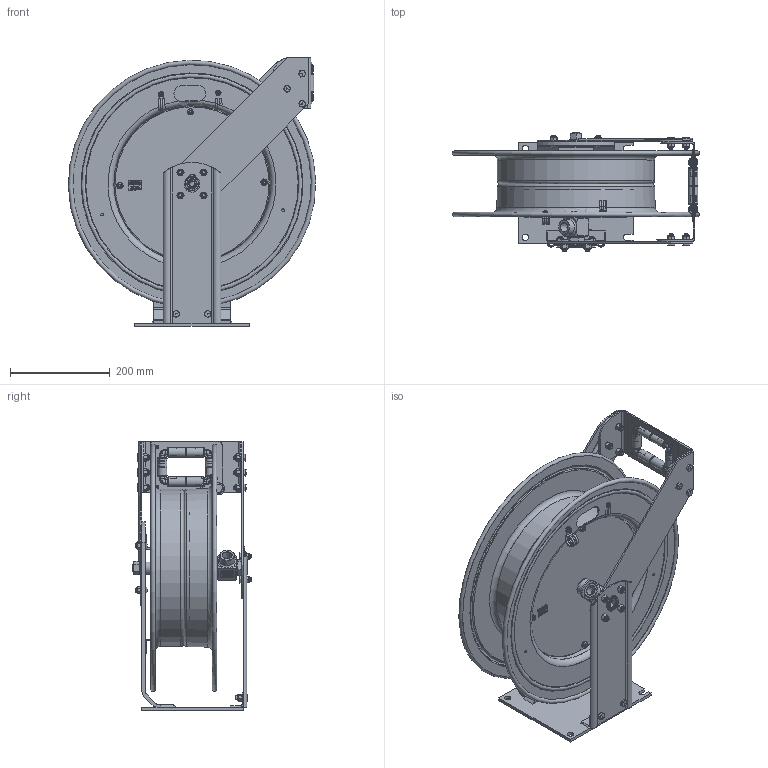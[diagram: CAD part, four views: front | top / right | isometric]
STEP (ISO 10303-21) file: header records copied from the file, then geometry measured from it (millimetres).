
FILE_DESCRIPTION(/* description */ (''),/* implementation_level */ '2;1');
FILE_NAME(/* name */ 'EZ-TSH-450_SHARED.stp',/* time_stamp */ '2020-01-24T09:44:18-07:00',/* author */ ('NMelton'),/* organization */ (''),/* preprocessor_version */ 'ST-DEVELOPER v17',/* originating_system */ 'Autodesk Inventor 2019',/* authorisation */ '');
FILE_SCHEMA (('AUTOMOTIVE_DESIGN { 1 0 10303 214 3 1 1 }'));
Products named in the file (1): EZ-TSH-450_SHARED
Bounding box: 495.15 x 237.12 x 538.47 mm (x, y, z)
Surface area: 1614276.2 mm2 (no closed solid volume)
Topology: 0 solids, 231 shells, 2966 faces, 12855 edges, 9699 vertices
Faces by surface type: plane 1429, cylinder 693, bspline 429, cone 241, torus 109, sphere 65
Full cylindrical faces by diameter (mm): 1.981 x2, 2.159 x2, 2.54 x1, 3.048 x1, 4.699 x4, 4.826 x2, 5.588 x8, 6.35 x8, 7.938 x12, 8.731 x4, 9.525 x1, 10.414 x1, 11.43 x11, 12.192 x16, 12.7 x3, 15.875 x1, 17.882 x1, 19.05 x7, 23.876 x1, 25.324 x2, 25.362 x1, 26.314 x1, 27.94 x2, 28.575 x1, 30.15 x1, 31.623 x1, 33.274 x1, 33.401 x1, 39.624 x1, 311.785 x1
Entity records: 139869 total; most frequent: CARTESIAN_POINT 39731, ORIENTED_EDGE 18526, DIRECTION 17968, EDGE_CURVE 12750, VERTEX_POINT 9699, LINE 6894, VECTOR 6894, AXIS2_PLACEMENT_3D 5537
